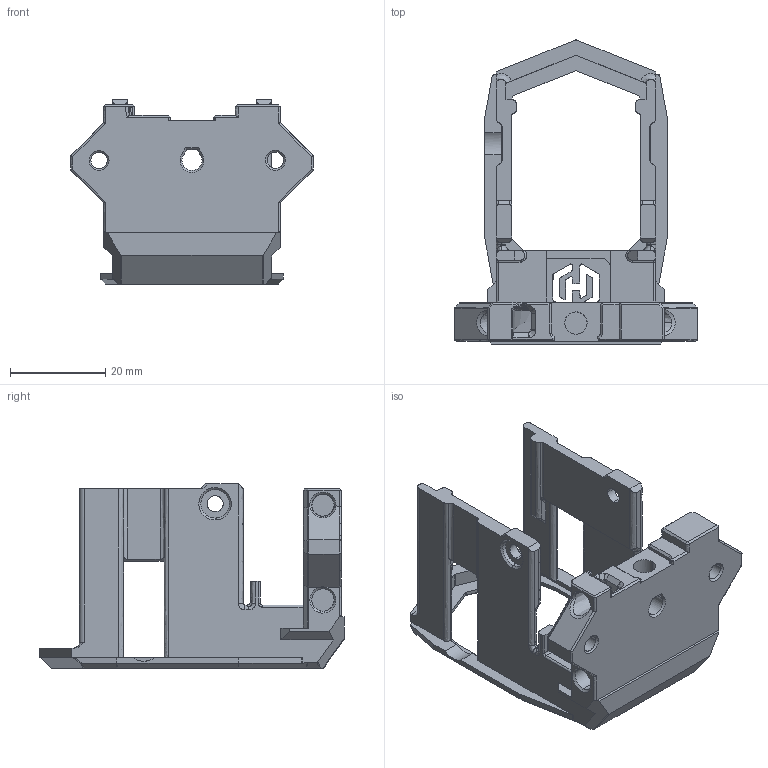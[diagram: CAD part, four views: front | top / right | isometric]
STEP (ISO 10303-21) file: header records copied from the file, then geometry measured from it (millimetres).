
FILE_DESCRIPTION(/* description */ (''),/* implementation_level */ '2;1');
FILE_NAME(/* name */ 'ANT_HE~1',/* time_stamp */ '2024-12-15T14:29:03+01:00',/* author */ (''),/* organization */ (''),/* preprocessor_version */ 'ST-DEVELOPER v15',/* originating_system */ '',/* authorisation */ '');
FILE_SCHEMA (('AUTOMOTIVE_DESIGN'));
Length unit declared in the file: millimetre
Products named in the file (1): Document
Bounding box: 50.84 x 63.81 x 38.63 mm (x, y, z)
Volume: 18457.9 mm3; surface area: 13185.5 mm2
Topology: 1 solids, 1 shells, 550 faces, 1496 edges, 936 vertices
Faces by surface type: bspline 288, plane 262
Entity records: 22949 total; most frequent: CARTESIAN_POINT 13916, ORIENTED_EDGE 2966, EDGE_CURVE 1483, B_SPLINE_CURVE_WITH_KNOTS 1084, VERTEX_POINT 936, EDGE_LOOP 570, ADVANCED_FACE 550, FACE_OUTER_BOUND 550
